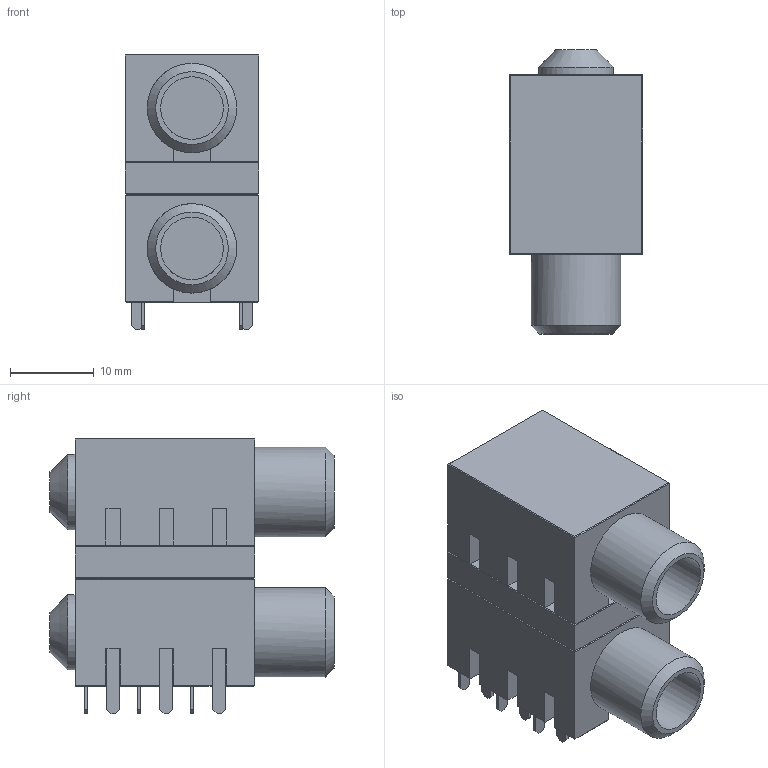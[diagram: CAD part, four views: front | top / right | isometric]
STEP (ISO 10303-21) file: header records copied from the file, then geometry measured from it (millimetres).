
FILE_DESCRIPTION(('FreeCAD Model'),'2;1');
FILE_NAME('Open CASCADE Shape Model','2021-11-28T18:07:50',('Author'),( ''),'Open CASCADE STEP processor 7.4','FreeCAD','Unknown');
FILE_SCHEMA(('AUTOMOTIVE_DESIGN { 1 0 10303 214 1 1 1 1 }'));
Length unit declared in the file: millimetre
Products named in the file (6): double_jack; Shape0_22629926114375187; Shape0_1574443931571693; Shape0_969329409519712; Shape0_5740702801991152; Shape0_907779029750238
Assembly tree (5 placements, depth 2):
  double_jack
    Shape0_22629926114375187
    Shape0_1574443931571693
    Shape0_969329409519712
    Shape0_5740702801991152
    Shape0_907779029750238
Bounding box: 16 x 34 x 33 mm (x, y, z)
Volume: 8546.2 mm3; surface area: 7506 mm2
Topology: 15 solids, 15 shells, 260 faces, 652 edges, 424 vertices
Faces by surface type: plane 250, cylinder 6, cone 4
Full cylindrical faces by diameter (mm): 7.5 x2, 9 x2, 10.7 x2
Entity records: 16257 total; most frequent: CARTESIAN_POINT 2810, DIRECTION 2422, LINE 1824, VECTOR 1824, ORIENTED_EDGE 1304, PCURVE 1304, DEFINITIONAL_REPRESENTATION 1304, EDGE_CURVE 652
